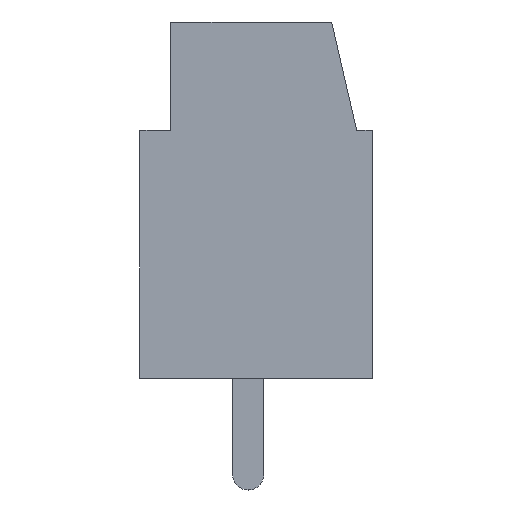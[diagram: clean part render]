
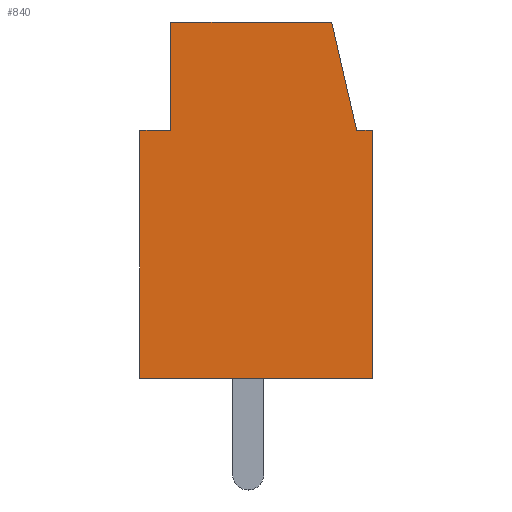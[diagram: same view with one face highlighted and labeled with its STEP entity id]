
A CAD part, left-side view. The second image highlights one B-rep face of the part: STEP entity #840.
In plain terms, the highlighted planar face has unit normal (-1, 0, 0).
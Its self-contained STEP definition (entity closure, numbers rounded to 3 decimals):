
#840=ADVANCED_FACE('',(#2190),#2191,.F.);
#2190=FACE_OUTER_BOUND('',#4065,.T.);
#2191=PLANE('',#4066);
#4065=EDGE_LOOP('',(#6545,#6546,#6547,#6548,#6549,#6550,#6551,#6552));
#4066=AXIS2_PLACEMENT_3D('',#6553,#6554,#6555);
#6545=ORIENTED_EDGE('',*,*,#11513,.T.);
#6546=ORIENTED_EDGE('',*,*,#11532,.T.);
#6547=ORIENTED_EDGE('',*,*,#11498,.T.);
#6548=ORIENTED_EDGE('',*,*,#11525,.T.);
#6549=ORIENTED_EDGE('',*,*,#11563,.T.);
#6550=ORIENTED_EDGE('',*,*,#11528,.F.);
#6551=ORIENTED_EDGE('',*,*,#11518,.T.);
#6552=ORIENTED_EDGE('',*,*,#11521,.F.);
#6553=CARTESIAN_POINT('',(0.,8.5,-5.11));
#6554=DIRECTION('',(1.0,0.,0.));
#6555=DIRECTION('',(0.,0.,-1.0));
#11498=EDGE_CURVE('',#13826,#13831,#13833,.T.);
#11513=EDGE_CURVE('',#13836,#13860,#13862,.T.);
#11518=EDGE_CURVE('',#13864,#13869,#13871,.T.);
#11521=EDGE_CURVE('',#13836,#13869,#13874,.T.);
#11525=EDGE_CURVE('',#13831,#13878,#13880,.T.);
#11528=EDGE_CURVE('',#13864,#13884,#13885,.T.);
#11532=EDGE_CURVE('',#13860,#13826,#13889,.T.);
#11563=EDGE_CURVE('',#13878,#13884,#13935,.T.);
#13826=VERTEX_POINT('',#17330);
#13831=VERTEX_POINT('',#17337);
#13833=LINE('',#17340,#17341);
#13836=VERTEX_POINT('',#17344);
#13860=VERTEX_POINT('',#17380);
#13862=LINE('',#17383,#17384);
#13864=VERTEX_POINT('',#17386);
#13869=VERTEX_POINT('',#17393);
#13871=LINE('',#17396,#17397);
#13874=LINE('',#17401,#17402);
#13878=VERTEX_POINT('',#17407);
#13880=LINE('',#17410,#17411);
#13884=VERTEX_POINT('',#17416);
#13885=LINE('',#17417,#17418);
#13889=LINE('',#17424,#17425);
#13935=LINE('',#17487,#17488);
#17330=CARTESIAN_POINT('',(0.,0.0,8.0));
#17337=CARTESIAN_POINT('',(0.,0.5,8.0));
#17340=CARTESIAN_POINT('',(0.,4.0,8.0));
#17341=VECTOR('',#23885,1000.0);
#17344=CARTESIAN_POINT('',(0.,7.5,0.));
#17380=CARTESIAN_POINT('',(0.,0.0,0.));
#17383=CARTESIAN_POINT('',(0.,4.0,0.));
#17384=VECTOR('',#23899,1000.0);
#17386=CARTESIAN_POINT('',(0.,6.5,8.0));
#17393=CARTESIAN_POINT('',(0.,7.5,8.0));
#17396=CARTESIAN_POINT('',(0.,4.0,8.0));
#17397=VECTOR('',#23903,1000.0);
#17401=CARTESIAN_POINT('',(0.,7.5,0.));
#17402=VECTOR('',#23905,1000.0);
#17407=CARTESIAN_POINT('',(0.,1.308,11.5));
#17410=CARTESIAN_POINT('',(0.,-1.347,0.));
#17411=VECTOR('',#23908,1000.0);
#17416=CARTESIAN_POINT('',(0.,6.5,11.5));
#17417=CARTESIAN_POINT('',(0.,6.5,0.));
#17418=VECTOR('',#23910,1000.0);
#17424=CARTESIAN_POINT('',(0.,0.0,0.));
#17425=VECTOR('',#23913,1000.0);
#17487=CARTESIAN_POINT('',(0.,4.0,11.5));
#17488=VECTOR('',#23951,1000.0);
#23885=DIRECTION('',(0.,1.0,0.));
#23899=DIRECTION('',(0.,-1.0,0.));
#23903=DIRECTION('',(0.,1.0,0.));
#23905=DIRECTION('',(0.,0.,1.0));
#23908=DIRECTION('',(0.,0.225,0.974));
#23910=DIRECTION('',(0.,0.,1.0));
#23913=DIRECTION('',(0.,0.,1.0));
#23951=DIRECTION('',(0.,1.0,0.));
